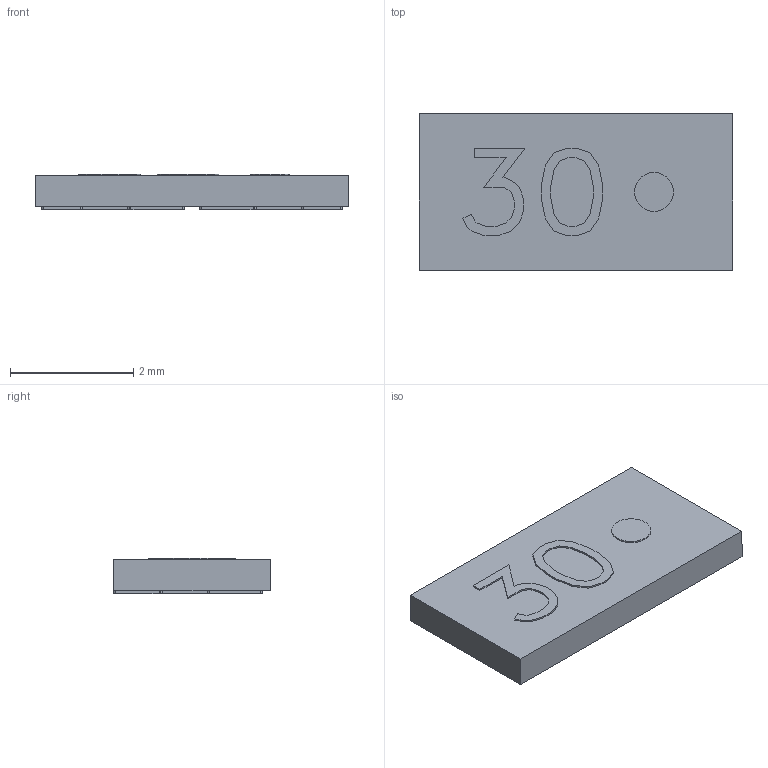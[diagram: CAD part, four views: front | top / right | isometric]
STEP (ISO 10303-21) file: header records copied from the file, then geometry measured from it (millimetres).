
FILE_DESCRIPTION (( 'STEP AP203' ), '1' );
FILE_NAME ('XRA10AA30SES_3D_Model.STEP', '2025-01-30T15:16:20', ( '' ), ( '' ), 'SwSTEP 2.0', 'SolidWorks 2023', '' );
FILE_SCHEMA (( 'CONFIG_CONTROL_DESIGN' ));
Length unit declared in the file: inch
Products named in the file (1): XRA10AA30SES_3D_Model
Bounding box: 5.08 x 2.54 x 0.58 mm (x, y, z)
Volume: 7 mm3; surface area: 35.2 mm2
Topology: 1 solids, 1 shells, 116 faces, 324 edges, 216 vertices
Faces by surface type: plane 94, cylinder 22
Entity records: 3771 total; most frequent: CARTESIAN_POINT 657, ORIENTED_EDGE 648, DIRECTION 602, EDGE_CURVE 324, LINE 280, VECTOR 280, VERTEX_POINT 216, AXIS2_PLACEMENT_3D 161
